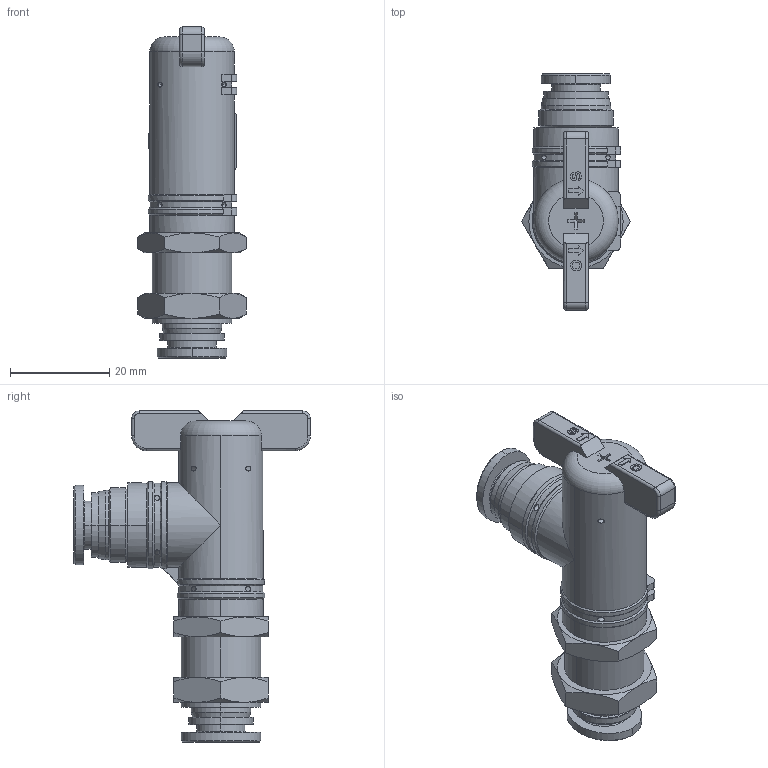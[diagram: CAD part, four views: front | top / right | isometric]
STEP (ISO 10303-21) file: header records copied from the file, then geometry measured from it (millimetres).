
FILE_DESCRIPTION((''),'2;1');
FILE_NAME('BLM200808-mdt.stp','2017-07-24T19:18:06',(''),(''),'Mechanical Desktop 2009','Mechanical Desktop 2009',', , ');
FILE_SCHEMA(('CONFIG_CONTROL_DESIGN'));
Length unit declared in the file: millimetre
Products named in the file (10): BLM200808-MDTA; BLM200808-MDT; BOLT-M3; FFF-8; COLLAR-06C; COLLAR-08C; FFF; BC8-20; BC6-20; HA
Assembly tree (13 placements, depth 3):
  BLM200808-MDTA
    BLM200808-MDT
    BOLT-M3
    FFF-8
      COLLAR-06C
      COLLAR-08C
    FFF
      COLLAR-06C
    BC8-20
      COLLAR-08C
    BC6-20  x2
      COLLAR-06C
    HA
Bounding box: 21.94 x 47.65 x 66.9 mm (x, y, z)
Volume: 18091.6 mm3; surface area: 7439.4 mm2
Topology: 1 solids, 3 shells, 432 faces, 1095 edges, 695 vertices
Faces by surface type: plane 242, cylinder 110, cone 52, torus 18, bspline 10
Entity records: 14866 total; most frequent: CARTESIAN_POINT 4416, ORIENTED_EDGE 2186, DIRECTION 2079, EDGE_CURVE 1093, AXIS2_PLACEMENT_3D 698, VERTEX_POINT 695, VECTOR 683, LINE 683
